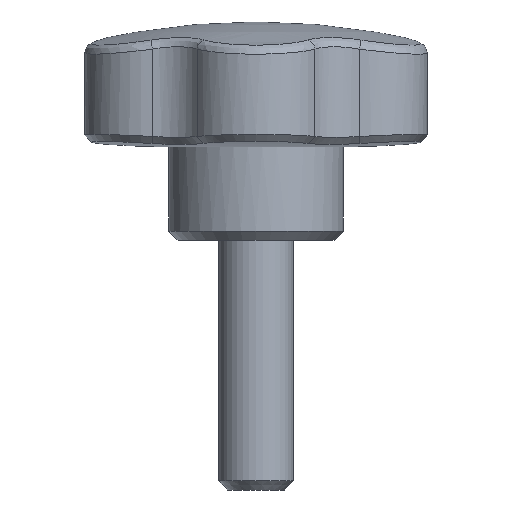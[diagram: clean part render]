
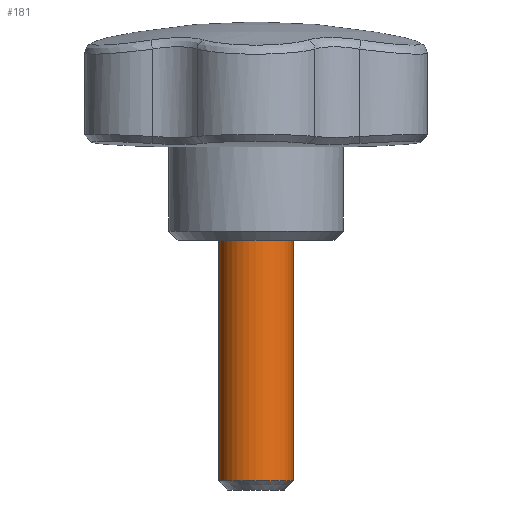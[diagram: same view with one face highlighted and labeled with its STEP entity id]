
A CAD part, front view. The second image highlights one B-rep face of the part: STEP entity #181.
In plain terms, the highlighted cylindrical face has radius 6 mm (diameter 12 mm), a full revolution.
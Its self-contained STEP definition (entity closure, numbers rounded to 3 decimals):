
#181 = ADVANCED_FACE( '', ( #373, #374 ), #375, .T. );
#373 = FACE_OUTER_BOUND( '', #2747, .T. );
#374 = FACE_OUTER_BOUND( '', #2748, .T. );
#375 = CYLINDRICAL_SURFACE( '', #2749, 6. );
#2747 = EDGE_LOOP( '', ( #3740 ) );
#2748 = EDGE_LOOP( '', ( #3741 ) );
#2749 = AXIS2_PLACEMENT_3D( '', #3742, #3743, #3744 );
#3740 = ORIENTED_EDGE( '', *, *, #3910, .T. );
#3741 = ORIENTED_EDGE( '', *, *, #3818, .T. );
#3742 = CARTESIAN_POINT( '', ( 0., 0., 17.5 ) );
#3743 = DIRECTION( '', ( 0., 0., -1. ) );
#3744 = DIRECTION( '', ( -1., 0., 0. ) );
#3818 = EDGE_CURVE( '', #4020, #4020, #4021, .F. );
#3910 = EDGE_CURVE( '', #4167, #4167, #4168, .T. );
#4020 = VERTEX_POINT( '', #4465 );
#4021 = CIRCLE( '', #4466, 6. );
#4167 = VERTEX_POINT( '', #5816 );
#4168 = CIRCLE( '', #5817, 6. );
#4465 = CARTESIAN_POINT( '', ( 6., 0., 0. ) );
#4466 = AXIS2_PLACEMENT_3D( '', #6714, #6715, #6716 );
#5816 = CARTESIAN_POINT( '', ( -6., 0., -38.5 ) );
#5817 = AXIS2_PLACEMENT_3D( '', #6786, #6787, #6788 );
#6714 = CARTESIAN_POINT( '', ( 0., 0., 0. ) );
#6715 = DIRECTION( '', ( 0., 0., 1. ) );
#6716 = DIRECTION( '', ( 1., 0., 0. ) );
#6786 = CARTESIAN_POINT( '', ( 0., 0., -38.5 ) );
#6787 = DIRECTION( '', ( 0., 0., 1. ) );
#6788 = DIRECTION( '', ( -1., 0., 0. ) );
